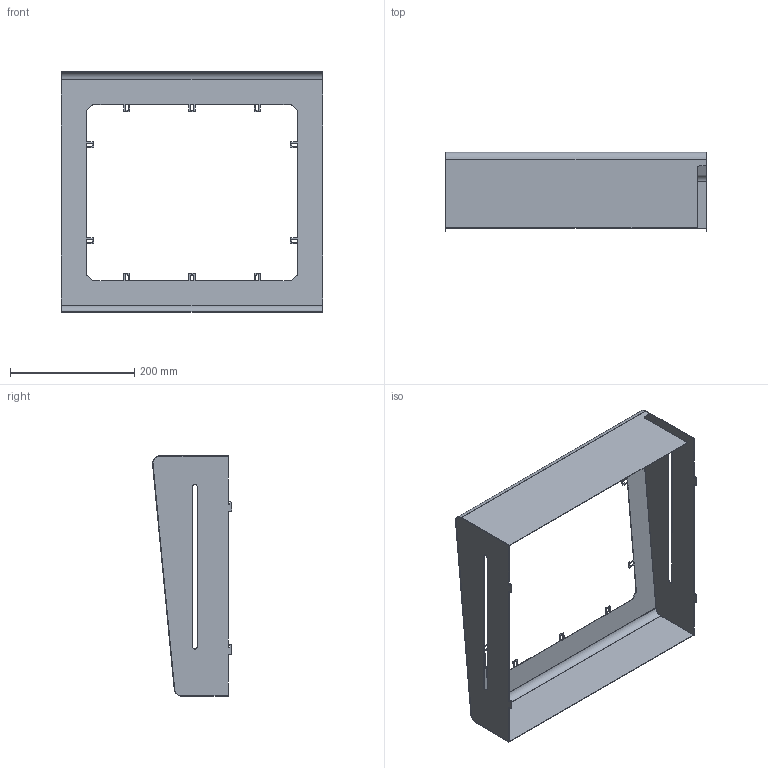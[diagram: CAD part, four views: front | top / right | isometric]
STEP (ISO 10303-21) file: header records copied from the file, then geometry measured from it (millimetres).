
FILE_DESCRIPTION (( 'STEP AP203' ), '1' );
FILE_NAME ('P3_Enclosure Roof.STEP', '2021-08-25T20:02:05', ( '' ), ( '' ), 'SwSTEP 2.0', 'SolidWorks 2020', '' );
FILE_SCHEMA (( 'CONFIG_CONTROL_DESIGN' ));
Length unit declared in the file: millimetre
Products named in the file (1): P3_Enclosure Roof
Bounding box: 422.3 x 127.37 x 388 mm (x, y, z)
Volume: 181134.1 mm3; surface area: 458358.3 mm2
Topology: 3 solids, 3 shells, 251 faces, 735 edges, 490 vertices
Faces by surface type: plane 156, cylinder 95
Entity records: 8480 total; most frequent: CARTESIAN_POINT 1477, ORIENTED_EDGE 1470, DIRECTION 1429, EDGE_CURVE 735, LINE 545, VECTOR 545, VERTEX_POINT 490, AXIS2_PLACEMENT_3D 442
